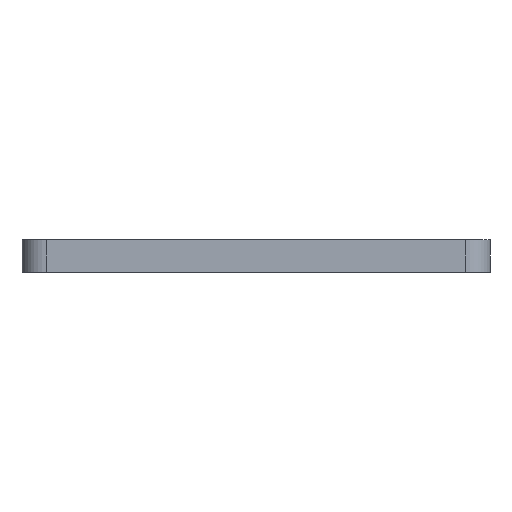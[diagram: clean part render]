
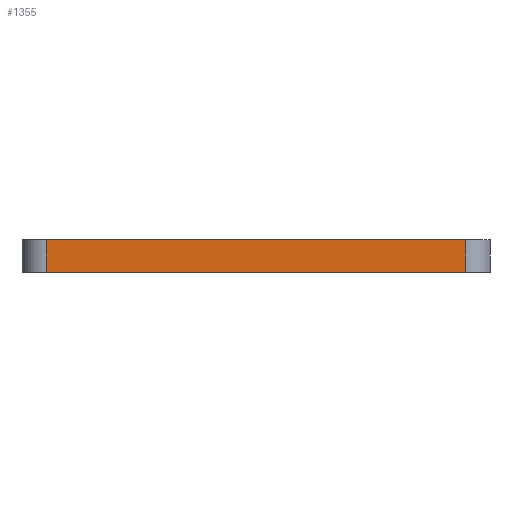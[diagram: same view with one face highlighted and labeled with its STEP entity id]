
A CAD part, left-side view. The second image highlights one B-rep face of the part: STEP entity #1355.
In plain terms, the highlighted planar face has unit normal (-1, 0, 0).
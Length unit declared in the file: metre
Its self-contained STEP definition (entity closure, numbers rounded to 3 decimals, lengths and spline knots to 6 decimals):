
#162=LINE('',#2250,#296);
#163=LINE('',#2253,#297);
#164=LINE('',#2255,#298);
#165=LINE('',#2257,#299);
#296=VECTOR('',#1841,1.);
#297=VECTOR('',#1842,1.);
#298=VECTOR('',#1843,1.);
#299=VECTOR('',#1844,1.);
#573=ORIENTED_EDGE('',*,*,#868,.T.);
#574=ORIENTED_EDGE('',*,*,#869,.T.);
#575=ORIENTED_EDGE('',*,*,#870,.F.);
#576=ORIENTED_EDGE('',*,*,#871,.T.);
#868=EDGE_CURVE('',#1014,#1015,#162,.T.);
#869=EDGE_CURVE('',#1015,#1016,#163,.F.);
#870=EDGE_CURVE('',#1017,#1016,#164,.T.);
#871=EDGE_CURVE('',#1017,#1014,#165,.T.);
#1014=VERTEX_POINT('',#2251);
#1015=VERTEX_POINT('',#2252);
#1016=VERTEX_POINT('',#2254);
#1017=VERTEX_POINT('',#2256);
#1145=EDGE_LOOP('',(#573,#574,#575,#576));
#1235=FACE_BOUND('',#1145,.T.);
#1292=PLANE('',#1486);
#1355=ADVANCED_FACE('',(#1235),#1292,.F.);
#1486=AXIS2_PLACEMENT_3D('',#2249,#1839,#1840);
#1839=DIRECTION('',(1.,0.,0.));
#1840=DIRECTION('',(0.,0.,-1.));
#1841=DIRECTION('',(0.,-1.,0.));
#1842=DIRECTION('',(0.,0.,-1.));
#1843=DIRECTION('',(0.,-1.,0.));
#1844=DIRECTION('',(0.,0.,-1.));
#2249=CARTESIAN_POINT('',(0.048269,-0.065484,0.003));
#2250=CARTESIAN_POINT('',(0.048269,-0.065484,-0.001));
#2251=CARTESIAN_POINT('',(0.048269,-0.039363,-0.001));
#2252=CARTESIAN_POINT('',(0.048269,-0.091606,-0.001));
#2253=CARTESIAN_POINT('',(0.048269,-0.091606,0.003));
#2254=CARTESIAN_POINT('',(0.048269,-0.091606,0.003));
#2255=CARTESIAN_POINT('',(0.048269,-0.065484,0.003));
#2256=CARTESIAN_POINT('',(0.048269,-0.039363,0.003));
#2257=CARTESIAN_POINT('',(0.048269,-0.039363,0.003));
